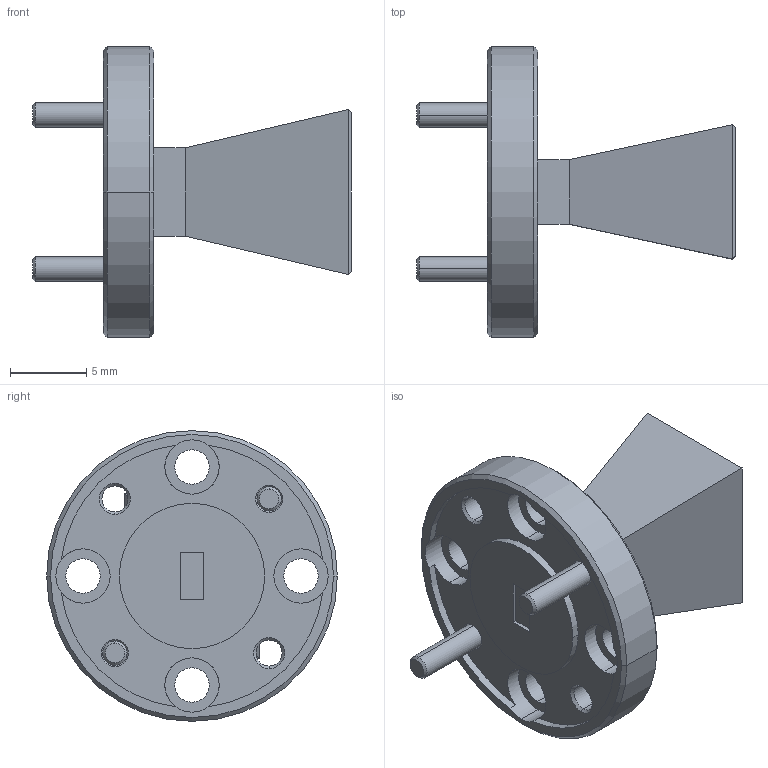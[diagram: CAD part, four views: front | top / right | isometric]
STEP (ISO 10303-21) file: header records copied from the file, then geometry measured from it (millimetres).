
FILE_DESCRIPTION (( 'STEP AP203' ), '1' );
FILE_NAME ('SAR-1532-12-S2-2.STEP', '2021-09-01T22:15:18', ( '' ), ( '' ), 'SwSTEP 2.0', 'SolidWorks 2021', '' );
FILE_SCHEMA (( 'CONFIG_CONTROL_DESIGN' ));
Length unit declared in the file: inch
Products named in the file (1): SAR-1532-12-S2-2
Bounding box: 20.89 x 19.05 x 19.05 mm (x, y, z)
Volume: 1444.4 mm3; surface area: 1429.3 mm2
Topology: 3 solids, 3 shells, 91 faces, 216 edges, 136 vertices
Faces by surface type: cylinder 36, plane 35, cone 20
Entity records: 2745 total; most frequent: DIRECTION 500, CARTESIAN_POINT 444, ORIENTED_EDGE 432, EDGE_CURVE 216, AXIS2_PLACEMENT_3D 192, VERTEX_POINT 136, LINE 116, VECTOR 116
